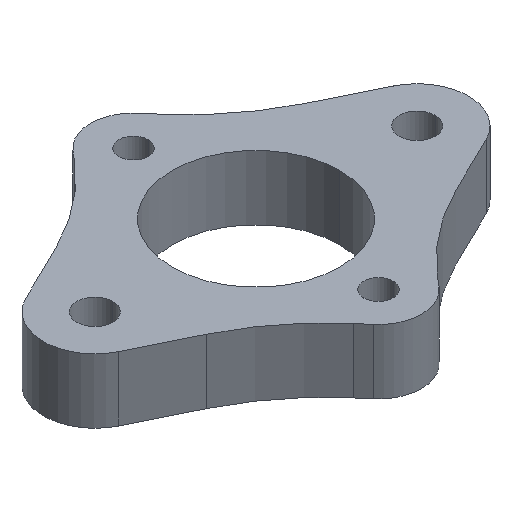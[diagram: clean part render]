
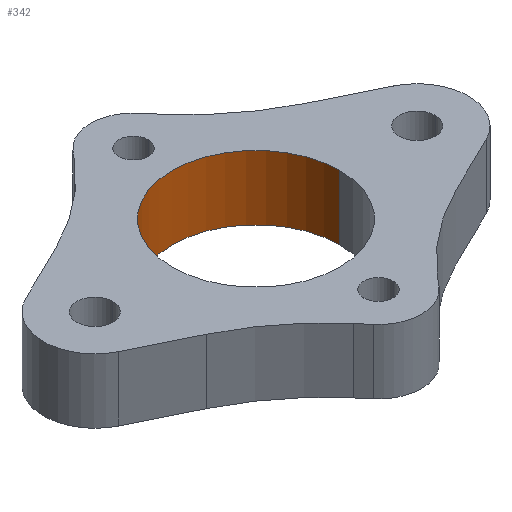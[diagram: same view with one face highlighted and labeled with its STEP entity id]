
A CAD part, isometric view. The second image highlights one B-rep face of the part: STEP entity #342.
In plain terms, the highlighted cylindrical face has radius 19.5 mm (diameter 39 mm), a partial arc.
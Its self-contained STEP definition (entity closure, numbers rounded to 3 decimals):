
#9 = ORIENTED_EDGE ( 'NONE', *, *, #509, .T. ) ;
#17 = FACE_OUTER_BOUND ( 'NONE', #62, .T. ) ;
#60 = EDGE_CURVE ( 'NONE', #889, #147, #319, .T. ) ;
#62 = EDGE_LOOP ( 'NONE', ( #795, #9, #138, #428 ) ) ;
#65 = CARTESIAN_POINT ( 'NONE',  ( 0., 0., 0. ) ) ;
#69 = VERTEX_POINT ( 'NONE', #544 ) ;
#83 = LINE ( 'NONE', #898, #357 ) ;
#134 = DIRECTION ( 'NONE',  ( 0., 0., 1. ) ) ;
#138 = ORIENTED_EDGE ( 'NONE', *, *, #183, .T. ) ;
#147 = VERTEX_POINT ( 'NONE', #724 ) ;
#183 = EDGE_CURVE ( 'NONE', #441, #69, #83, .T. ) ;
#294 = DIRECTION ( 'NONE',  ( -1., 0., 0. ) ) ;
#297 = DIRECTION ( 'NONE',  ( 1., 0., 0. ) ) ;
#319 = LINE ( 'NONE', #384, #763 ) ;
#326 = DIRECTION ( 'NONE',  ( 0., 0., -1. ) ) ;
#342 = ADVANCED_FACE ( 'NONE', ( #17 ), #1021, .F. ) ;
#357 = VECTOR ( 'NONE', #430, 1000. ) ;
#374 = AXIS2_PLACEMENT_3D ( 'NONE', #65, #134, #1040 ) ;
#384 = CARTESIAN_POINT ( 'NONE',  ( 19.5, 0., 15. ) ) ;
#427 = CIRCLE ( 'NONE', #1020, 19.5 ) ;
#428 = ORIENTED_EDGE ( 'NONE', *, *, #539, .F. ) ;
#430 = DIRECTION ( 'NONE',  ( 0., 0., -1. ) ) ;
#432 = CARTESIAN_POINT ( 'NONE',  ( 0., 0., 15. ) ) ;
#441 = VERTEX_POINT ( 'NONE', #778 ) ;
#452 = AXIS2_PLACEMENT_3D ( 'NONE', #432, #600, #294 ) ;
#509 = EDGE_CURVE ( 'NONE', #889, #441, #427, .T. ) ;
#539 = EDGE_CURVE ( 'NONE', #147, #69, #831, .T. ) ;
#544 = CARTESIAN_POINT ( 'NONE',  ( -19.5, 0., 0. ) ) ;
#554 = CARTESIAN_POINT ( 'NONE',  ( 19.5, 0., 15. ) ) ;
#600 = DIRECTION ( 'NONE',  ( 0., 0., -1. ) ) ;
#724 = CARTESIAN_POINT ( 'NONE',  ( 19.5, 0., 0. ) ) ;
#763 = VECTOR ( 'NONE', #326, 1000. ) ;
#778 = CARTESIAN_POINT ( 'NONE',  ( -19.5, 0., 15. ) ) ;
#795 = ORIENTED_EDGE ( 'NONE', *, *, #60, .F. ) ;
#831 = CIRCLE ( 'NONE', #374, 19.5 ) ;
#867 = DIRECTION ( 'NONE',  ( 0., 0., 1. ) ) ;
#889 = VERTEX_POINT ( 'NONE', #554 ) ;
#898 = CARTESIAN_POINT ( 'NONE',  ( -19.5, 0., 15. ) ) ;
#949 = CARTESIAN_POINT ( 'NONE',  ( 0., 0., 15. ) ) ;
#1020 = AXIS2_PLACEMENT_3D ( 'NONE', #949, #867, #297 ) ;
#1021 = CYLINDRICAL_SURFACE ( 'NONE', #452, 19.5 ) ;
#1040 = DIRECTION ( 'NONE',  ( 1., 0., 0. ) ) ;
